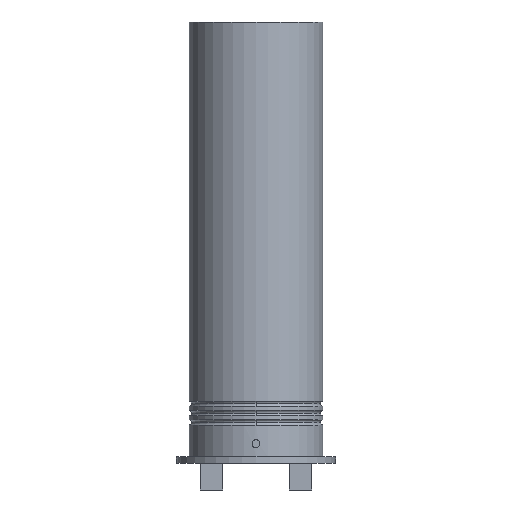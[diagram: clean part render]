
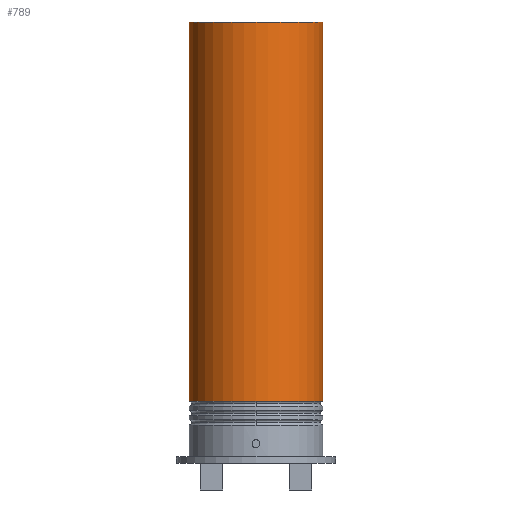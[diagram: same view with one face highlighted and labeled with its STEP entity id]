
A CAD part, front view. The second image highlights one B-rep face of the part: STEP entity #789.
In plain terms, the highlighted cylindrical face has radius 25.25 mm (diameter 50.5 mm), a partial arc.
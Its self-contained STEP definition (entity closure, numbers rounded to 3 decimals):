
#361=CARTESIAN_POINT('Vertex',(-25.25,0.,164.)) ;
#364=CARTESIAN_POINT('Axis2P3D Location',(0.,0.,164.)) ;
#368=CARTESIAN_POINT('Vertex',(25.25,0.,164.)) ;
#725=CARTESIAN_POINT('Vertex',(-25.25,0.,24.)) ;
#728=CARTESIAN_POINT('Line Origine',(-25.25,0.,94.)) ;
#742=CARTESIAN_POINT('Axis2P3D Location',(0.,0.,12.)) ;
#747=CARTESIAN_POINT('Line Origine',(25.25,0.,82.)) ;
#751=CARTESIAN_POINT('Vertex',(25.25,0.,21.)) ;
#753=CARTESIAN_POINT('Vertex',(25.25,0.,24.)) ;
#756=CARTESIAN_POINT('Line Origine',(25.25,0.,82.)) ;
#761=CARTESIAN_POINT('Line Origine',(-25.25,0.,82.)) ;
#765=CARTESIAN_POINT('Vertex',(-25.25,0.,21.)) ;
#768=CARTESIAN_POINT('Axis2P3D Location',(0.,0.,21.)) ;
#772=CARTESIAN_POINT('Vertex',(0.,-25.25,21.)) ;
#775=CARTESIAN_POINT('Axis2P3D Location',(0.,0.,21.)) ;
#365=DIRECTION('Axis2P3D Direction',(0.,0.,1.)) ;
#729=DIRECTION('Vector Direction',(0.,0.,1.)) ;
#743=DIRECTION('Axis2P3D Direction',(0.,0.,1.)) ;
#744=DIRECTION('Axis2P3D XDirection',(1.,0.,0.)) ;
#748=DIRECTION('Vector Direction',(0.,0.,1.)) ;
#757=DIRECTION('Vector Direction',(0.,0.,1.)) ;
#762=DIRECTION('Vector Direction',(0.,0.,1.)) ;
#769=DIRECTION('Axis2P3D Direction',(0.,0.,1.)) ;
#776=DIRECTION('Axis2P3D Direction',(0.,0.,1.)) ;
#366=AXIS2_PLACEMENT_3D('Circle Axis2P3D',#364,#365,$) ;
#745=AXIS2_PLACEMENT_3D('Cylinder Axis2P3D',#742,#743,#744) ;
#770=AXIS2_PLACEMENT_3D('Circle Axis2P3D',#768,#769,$) ;
#777=AXIS2_PLACEMENT_3D('Circle Axis2P3D',#775,#776,$) ;
#781=ORIENTED_EDGE('',*,*,#755,.T.) ;
#782=ORIENTED_EDGE('',*,*,#760,.T.) ;
#783=ORIENTED_EDGE('',*,*,#370,.F.) ;
#784=ORIENTED_EDGE('',*,*,#732,.F.) ;
#785=ORIENTED_EDGE('',*,*,#767,.F.) ;
#786=ORIENTED_EDGE('',*,*,#774,.T.) ;
#787=ORIENTED_EDGE('',*,*,#779,.F.) ;
#730=VECTOR('Line Direction',#729,1.) ;
#749=VECTOR('Line Direction',#748,1.) ;
#758=VECTOR('Line Direction',#757,1.) ;
#763=VECTOR('Line Direction',#762,1.) ;
#789=ADVANCED_FACE('PartBody',(#788),#746,.T.) ;
#367=CIRCLE('generated circle',#366,25.25) ;
#771=CIRCLE('generated circle',#770,25.25) ;
#778=CIRCLE('generated circle',#777,25.25) ;
#746=CYLINDRICAL_SURFACE('generated cylinder',#745,25.25) ;
#370=EDGE_CURVE('',#362,#369,#367,.T.) ;
#732=EDGE_CURVE('',#726,#362,#731,.T.) ;
#755=EDGE_CURVE('',#752,#754,#750,.T.) ;
#760=EDGE_CURVE('',#754,#369,#759,.T.) ;
#767=EDGE_CURVE('',#766,#726,#764,.T.) ;
#774=EDGE_CURVE('',#766,#773,#771,.T.) ;
#779=EDGE_CURVE('',#752,#773,#778,.F.) ;
#780=EDGE_LOOP('',(#781,#782,#783,#784,#785,#786,#787)) ;
#788=FACE_OUTER_BOUND('',#780,.T.) ;
#731=LINE('Line',#728,#730) ;
#750=LINE('Line',#747,#749) ;
#759=LINE('Line',#756,#758) ;
#764=LINE('Line',#761,#763) ;
#362=VERTEX_POINT('',#361) ;
#369=VERTEX_POINT('',#368) ;
#726=VERTEX_POINT('',#725) ;
#752=VERTEX_POINT('',#751) ;
#754=VERTEX_POINT('',#753) ;
#766=VERTEX_POINT('',#765) ;
#773=VERTEX_POINT('',#772) ;
